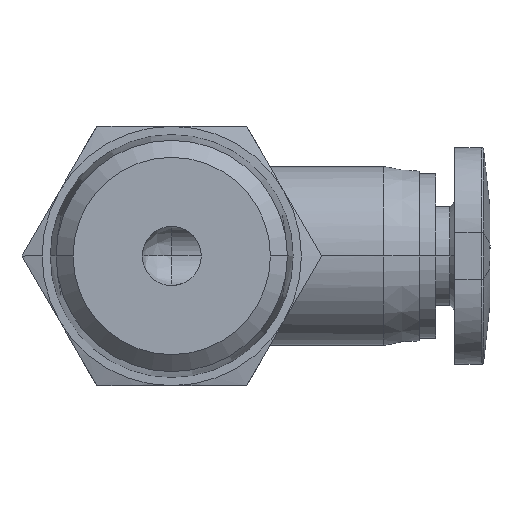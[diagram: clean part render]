
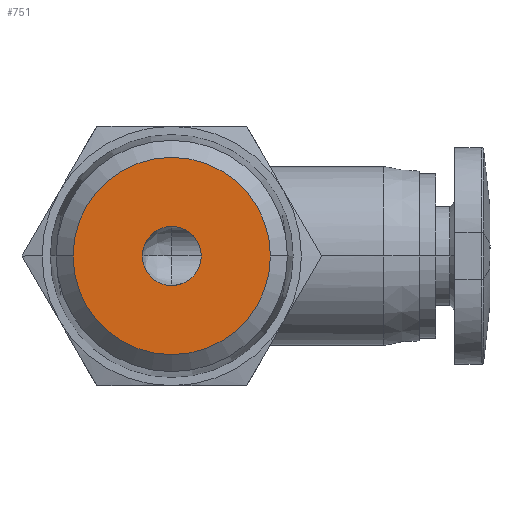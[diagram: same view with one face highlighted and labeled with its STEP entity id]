
A CAD part, front view. The second image highlights one B-rep face of the part: STEP entity #751.
In plain terms, the highlighted planar face has unit normal (0, -1, 0).
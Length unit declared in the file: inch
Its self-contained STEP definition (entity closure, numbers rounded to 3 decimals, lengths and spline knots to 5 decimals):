
#47 = DIRECTION ( 'NONE',  ( 1., 0., 0. ) ) ;
#148 = CARTESIAN_POINT ( 'NONE',  ( 0., -0.79134, 0. ) ) ;
#268 = DIRECTION ( 'NONE',  ( -1., 0., 0. ) ) ;
#272 = EDGE_CURVE ( 'NONE', #762, #1952, #1751, .T. ) ;
#295 = AXIS2_PLACEMENT_3D ( 'NONE', #148, #2652, #513 ) ;
#454 = DIRECTION ( 'NONE',  ( 0., 1., 0. ) ) ;
#513 = DIRECTION ( 'NONE',  ( -1., 0., 0. ) ) ;
#583 = DIRECTION ( 'NONE',  ( 0., 1., 0. ) ) ;
#613 = ORIENTED_EDGE ( 'NONE', *, *, #2164, .T. ) ;
#751 = ADVANCED_FACE ( 'NONE', ( #1819, #854 ), #1505, .T. ) ;
#762 = VERTEX_POINT ( 'NONE', #2891 ) ;
#801 = ORIENTED_EDGE ( 'NONE', *, *, #2707, .F. ) ;
#854 = FACE_OUTER_BOUND ( 'NONE', #2272, .T. ) ;
#1414 = CARTESIAN_POINT ( 'NONE',  ( 0.04921, -0.79134, 0. ) ) ;
#1497 = AXIS2_PLACEMENT_3D ( 'NONE', #3821, #2212, #47 ) ;
#1505 = PLANE ( 'NONE',  #1497 ) ;
#1751 = CIRCLE ( 'NONE', #3463, 0.16474 ) ;
#1819 = FACE_BOUND ( 'NONE', #2280, .T. ) ;
#1952 = VERTEX_POINT ( 'NONE', #3731 ) ;
#2103 = CARTESIAN_POINT ( 'NONE',  ( -0.04921, -0.79134, 0. ) ) ;
#2164 = EDGE_CURVE ( 'NONE', #3224, #3198, #2959, .T. ) ;
#2212 = DIRECTION ( 'NONE',  ( 0., -1., 0. ) ) ;
#2269 = CARTESIAN_POINT ( 'NONE',  ( 0., -0.79134, 0. ) ) ;
#2272 = EDGE_LOOP ( 'NONE', ( #2751, #801 ) ) ;
#2280 = EDGE_LOOP ( 'NONE', ( #4128, #613 ) ) ;
#2407 = DIRECTION ( 'NONE',  ( 0., 1., 0. ) ) ;
#2554 = EDGE_CURVE ( 'NONE', #3198, #3224, #3860, .T. ) ;
#2596 = CARTESIAN_POINT ( 'NONE',  ( 0., -0.79134, 0. ) ) ;
#2637 = AXIS2_PLACEMENT_3D ( 'NONE', #2708, #583, #3023 ) ;
#2652 = DIRECTION ( 'NONE',  ( 0., 1., 0. ) ) ;
#2707 = EDGE_CURVE ( 'NONE', #1952, #762, #2717, .T. ) ;
#2708 = CARTESIAN_POINT ( 'NONE',  ( 0., -0.79134, 0. ) ) ;
#2717 = CIRCLE ( 'NONE', #295, 0.16474 ) ;
#2751 = ORIENTED_EDGE ( 'NONE', *, *, #272, .F. ) ;
#2891 = CARTESIAN_POINT ( 'NONE',  ( -0.16474, -0.79134, 0. ) ) ;
#2915 = DIRECTION ( 'NONE',  ( -1., 0., 0. ) ) ;
#2959 = CIRCLE ( 'NONE', #2637, 0.04921 ) ;
#3023 = DIRECTION ( 'NONE',  ( -1., 0., 0. ) ) ;
#3198 = VERTEX_POINT ( 'NONE', #2103 ) ;
#3224 = VERTEX_POINT ( 'NONE', #1414 ) ;
#3408 = AXIS2_PLACEMENT_3D ( 'NONE', #2596, #454, #2915 ) ;
#3463 = AXIS2_PLACEMENT_3D ( 'NONE', #2269, #2407, #268 ) ;
#3731 = CARTESIAN_POINT ( 'NONE',  ( 0.16474, -0.79134, 0. ) ) ;
#3821 = CARTESIAN_POINT ( 'NONE',  ( -0.08237, -0.79134, 0. ) ) ;
#3860 = CIRCLE ( 'NONE', #3408, 0.04921 ) ;
#4128 = ORIENTED_EDGE ( 'NONE', *, *, #2554, .T. ) ;
